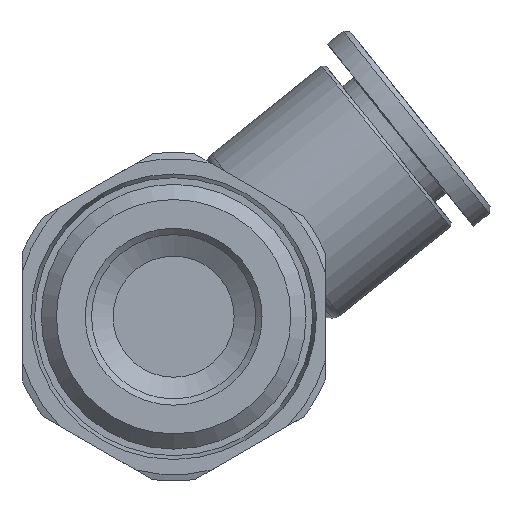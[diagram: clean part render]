
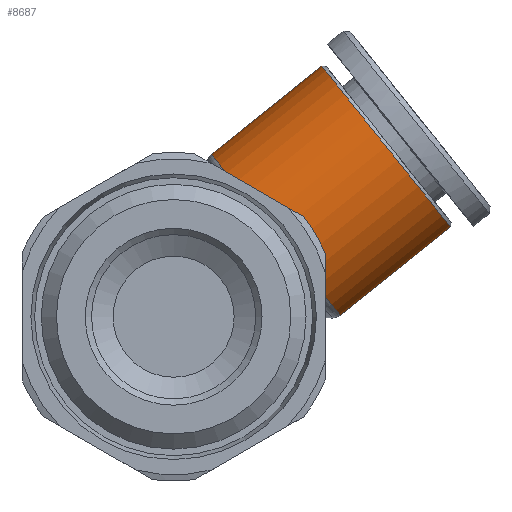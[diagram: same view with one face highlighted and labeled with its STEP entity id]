
A CAD part, left-side view. The second image highlights one B-rep face of the part: STEP entity #8687.
In plain terms, the highlighted cylindrical face has radius 8.15 mm (diameter 16.3 mm), a full revolution.
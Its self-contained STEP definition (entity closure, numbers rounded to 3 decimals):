
#73=CYLINDRICAL_SURFACE('',#9204,8.15);
#4773=ORIENTED_EDGE('',*,*,#6002,.F.);
#4774=ORIENTED_EDGE('',*,*,#6005,.F.);
#6002=EDGE_CURVE('',#6827,#6827,#6887,.T.);
#6005=EDGE_CURVE('',#6830,#6830,#6890,.T.);
#6827=VERTEX_POINT('',#14125);
#6830=VERTEX_POINT('',#14190);
#6887=CIRCLE('',#9192,8.15);
#6890=CIRCLE('',#9200,8.15);
#7369=EDGE_LOOP('',(#4773));
#7370=EDGE_LOOP('',(#4774));
#7850=FACE_BOUND('',#7369,.T.);
#7851=FACE_BOUND('',#7370,.T.);
#8687=ADVANCED_FACE('',(#7850,#7851),#73,.T.);
#9192=AXIS2_PLACEMENT_3D('',#14124,#11282,#11283);
#9200=AXIS2_PLACEMENT_3D('',#14189,#11298,#11299);
#9204=AXIS2_PLACEMENT_3D('',#14196,#11306,#11307);
#11282=DIRECTION('',(1.,0.,0.));
#11283=DIRECTION('',(0.,0.,1.));
#11298=DIRECTION('',(-1.,0.,0.));
#11299=DIRECTION('',(0.,0.,-1.));
#11306=DIRECTION('',(1.,0.,0.));
#11307=DIRECTION('',(0.,0.,1.));
#14124=CARTESIAN_POINT('',(34.601,17.287,3.248));
#14125=CARTESIAN_POINT('',(34.601,17.287,11.398));
#14189=CARTESIAN_POINT('',(23.411,17.287,3.248));
#14190=CARTESIAN_POINT('',(23.411,17.287,-4.902));
#14196=CARTESIAN_POINT('',(28.051,17.287,3.248));
